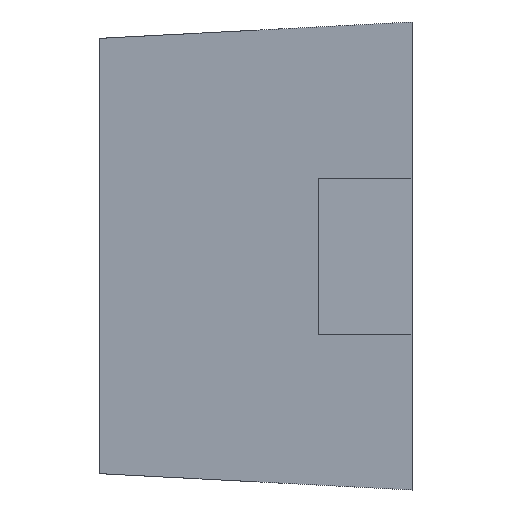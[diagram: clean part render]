
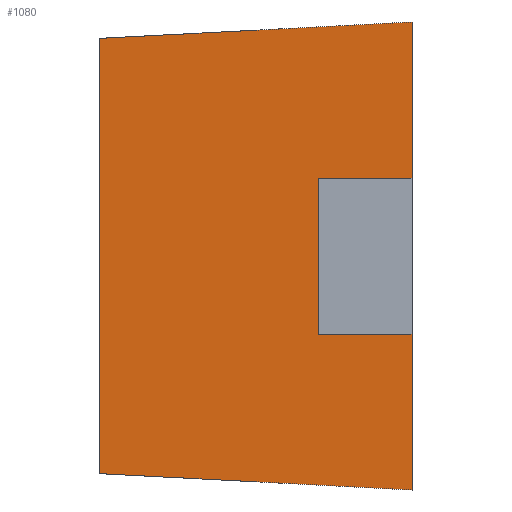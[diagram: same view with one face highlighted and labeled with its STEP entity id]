
A CAD part, left-side view. The second image highlights one B-rep face of the part: STEP entity #1080.
In plain terms, the highlighted planar face has unit normal (-0.999, 0.052, 0).
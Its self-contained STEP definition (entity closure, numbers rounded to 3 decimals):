
#24 = ORIENTED_EDGE ( 'NONE', *, *, #784, .T. ) ;
#47 = DIRECTION ( 'NONE',  ( -0.999, 0.052, 0. ) ) ;
#57 = DIRECTION ( 'NONE',  ( 0., 0., -1. ) ) ;
#65 = VECTOR ( 'NONE', #517, 1000. ) ;
#74 = CARTESIAN_POINT ( 'NONE',  ( -0.4, 0., -0.1 ) ) ;
#80 = VERTEX_POINT ( 'NONE', #340 ) ;
#95 = CARTESIAN_POINT ( 'NONE',  ( -0.379, 0.4, -0.279 ) ) ;
#96 = EDGE_CURVE ( 'NONE', #690, #855, #914, .T. ) ;
#112 = CARTESIAN_POINT ( 'NONE',  ( -0.4, 0., -0.3 ) ) ;
#113 = EDGE_CURVE ( 'NONE', #855, #417, #748, .T. ) ;
#154 = CARTESIAN_POINT ( 'NONE',  ( -0.4, 0., 0.1 ) ) ;
#171 = DIRECTION ( 'NONE',  ( 0., 0., 1. ) ) ;
#194 = CARTESIAN_POINT ( 'NONE',  ( -0.398, 0.042, 0.298 ) ) ;
#221 = DIRECTION ( 'NONE',  ( -0.052, -0.999, 0. ) ) ;
#293 = LINE ( 'NONE', #74, #65 ) ;
#317 = VECTOR ( 'NONE', #171, 1000. ) ;
#319 = LINE ( 'NONE', #862, #317 ) ;
#340 = CARTESIAN_POINT ( 'NONE',  ( -0.4, 0., 0.3 ) ) ;
#348 = VECTOR ( 'NONE', #982, 1000. ) ;
#359 = VECTOR ( 'NONE', #683, 1000. ) ;
#365 = CARTESIAN_POINT ( 'NONE',  ( -0.379, 0.4, 0.279 ) ) ;
#368 = DIRECTION ( 'NONE',  ( -0.052, -0.997, 0.052 ) ) ;
#395 = CARTESIAN_POINT ( 'NONE',  ( -0.394, 0.12, 0.1 ) ) ;
#417 = VERTEX_POINT ( 'NONE', #920 ) ;
#428 = CARTESIAN_POINT ( 'NONE',  ( -0.398, 0.031, -0.298 ) ) ;
#440 = EDGE_CURVE ( 'NONE', #1073, #622, #1013, .T. ) ;
#460 = ORIENTED_EDGE ( 'NONE', *, *, #514, .T. ) ;
#470 = AXIS2_PLACEMENT_3D ( 'NONE', #584, #47, #221 ) ;
#514 = EDGE_CURVE ( 'NONE', #417, #622, #293, .T. ) ;
#517 = DIRECTION ( 'NONE',  ( 0.052, 0.999, 0. ) ) ;
#521 = EDGE_LOOP ( 'NONE', ( #1121, #24, #989, #1026, #729, #741, #661, #460 ) ) ;
#527 = LINE ( 'NONE', #706, #348 ) ;
#528 = LINE ( 'NONE', #981, #915 ) ;
#543 = DIRECTION ( 'NONE',  ( -0.052, -0.999, 0. ) ) ;
#545 = EDGE_CURVE ( 'NONE', #634, #80, #319, .T. ) ;
#584 = CARTESIAN_POINT ( 'NONE',  ( -0.4, 0., 0.3 ) ) ;
#622 = VERTEX_POINT ( 'NONE', #672 ) ;
#634 = VERTEX_POINT ( 'NONE', #154 ) ;
#661 = ORIENTED_EDGE ( 'NONE', *, *, #113, .T. ) ;
#672 = CARTESIAN_POINT ( 'NONE',  ( -0.394, 0.12, -0.1 ) ) ;
#683 = DIRECTION ( 'NONE',  ( 0., 0., 1. ) ) ;
#690 = VERTEX_POINT ( 'NONE', #95 ) ;
#706 = CARTESIAN_POINT ( 'NONE',  ( -0.379, 0.4, 0.3 ) ) ;
#721 = VECTOR ( 'NONE', #368, 1000. ) ;
#729 = ORIENTED_EDGE ( 'NONE', *, *, #856, .F. ) ;
#737 = VECTOR ( 'NONE', #57, 1000. ) ;
#741 = ORIENTED_EDGE ( 'NONE', *, *, #96, .T. ) ;
#748 = LINE ( 'NONE', #942, #359 ) ;
#770 = VERTEX_POINT ( 'NONE', #365 ) ;
#784 = EDGE_CURVE ( 'NONE', #1073, #634, #528, .T. ) ;
#814 = VECTOR ( 'NONE', #850, 1000. ) ;
#830 = PLANE ( 'NONE',  #470 ) ;
#850 = DIRECTION ( 'NONE',  ( -0.052, -0.997, -0.052 ) ) ;
#855 = VERTEX_POINT ( 'NONE', #112 ) ;
#856 = EDGE_CURVE ( 'NONE', #690, #770, #527, .T. ) ;
#862 = CARTESIAN_POINT ( 'NONE',  ( -0.4, 0., 0.3 ) ) ;
#871 = EDGE_CURVE ( 'NONE', #770, #80, #956, .T. ) ;
#873 = FACE_OUTER_BOUND ( 'NONE', #521, .T. ) ;
#914 = LINE ( 'NONE', #428, #814 ) ;
#915 = VECTOR ( 'NONE', #543, 1000. ) ;
#920 = CARTESIAN_POINT ( 'NONE',  ( -0.4, 0., -0.1 ) ) ;
#942 = CARTESIAN_POINT ( 'NONE',  ( -0.4, 0., 0.3 ) ) ;
#956 = LINE ( 'NONE', #194, #721 ) ;
#981 = CARTESIAN_POINT ( 'NONE',  ( -0.4, 0., 0.1 ) ) ;
#982 = DIRECTION ( 'NONE',  ( 0., 0., 1. ) ) ;
#989 = ORIENTED_EDGE ( 'NONE', *, *, #545, .T. ) ;
#1013 = LINE ( 'NONE', #1078, #737 ) ;
#1026 = ORIENTED_EDGE ( 'NONE', *, *, #871, .F. ) ;
#1073 = VERTEX_POINT ( 'NONE', #395 ) ;
#1078 = CARTESIAN_POINT ( 'NONE',  ( -0.394, 0.12, 0.3 ) ) ;
#1080 = ADVANCED_FACE ( 'NONE', ( #873 ), #830, .T. ) ;
#1121 = ORIENTED_EDGE ( 'NONE', *, *, #440, .F. ) ;
